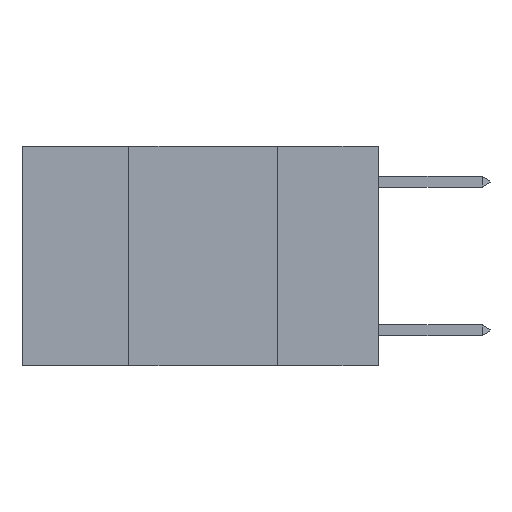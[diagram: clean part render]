
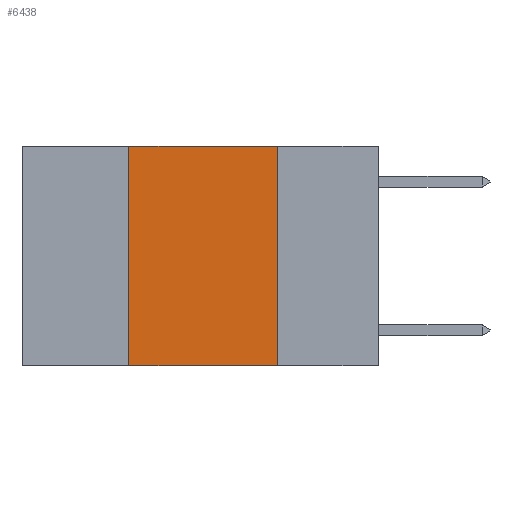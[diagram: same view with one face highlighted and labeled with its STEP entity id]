
A CAD part, left-side view. The second image highlights one B-rep face of the part: STEP entity #6438.
In plain terms, the highlighted planar face has unit normal (-1, 0, 0).
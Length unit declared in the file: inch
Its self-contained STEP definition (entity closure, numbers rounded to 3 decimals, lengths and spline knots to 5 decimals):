
#165 = CARTESIAN_POINT ( 'NONE',  ( 0., 0.17, 0. ) ) ;
#793 = CARTESIAN_POINT ( 'NONE',  ( 0., 0.42, 0. ) ) ;
#1466 = DIRECTION ( 'NONE',  ( 0., 0., 1. ) ) ;
#1659 = LINE ( 'NONE', #8970, #9519 ) ;
#2806 = AXIS2_PLACEMENT_3D ( 'NONE', #5996, #7125, #9806 ) ;
#2861 = VERTEX_POINT ( 'NONE', #793 ) ;
#3564 = EDGE_CURVE ( 'NONE', #3912, #11148, #9490, .T. ) ;
#3912 = VERTEX_POINT ( 'NONE', #8612 ) ;
#4122 = CARTESIAN_POINT ( 'NONE',  ( 0., 0.42, -0.37 ) ) ;
#4787 = EDGE_CURVE ( 'NONE', #7852, #11148, #11388, .T. ) ;
#4917 = VECTOR ( 'NONE', #8640, 39.37008 ) ;
#5020 = PLANE ( 'NONE',  #2806 ) ;
#5481 = ORIENTED_EDGE ( 'NONE', *, *, #3564, .F. ) ;
#5996 = CARTESIAN_POINT ( 'NONE',  ( 0., 0.6, 0. ) ) ;
#6123 = CARTESIAN_POINT ( 'NONE',  ( 0., 0.17, -0.37 ) ) ;
#6438 = ADVANCED_FACE ( 'NONE', ( #7923 ), #5020, .F. ) ;
#6614 = EDGE_LOOP ( 'NONE', ( #5481, #7663, #6667, #11322 ) ) ;
#6667 = ORIENTED_EDGE ( 'NONE', *, *, #10390, .F. ) ;
#7125 = DIRECTION ( 'NONE',  ( 1., 0., 0. ) ) ;
#7663 = ORIENTED_EDGE ( 'NONE', *, *, #9293, .F. ) ;
#7852 = VERTEX_POINT ( 'NONE', #4122 ) ;
#7923 = FACE_OUTER_BOUND ( 'NONE', #6614, .T. ) ;
#7930 = LINE ( 'NONE', #11636, #10115 ) ;
#8517 = DIRECTION ( 'NONE',  ( 0., 0., -1. ) ) ;
#8612 = CARTESIAN_POINT ( 'NONE',  ( 0., 0.17, 0. ) ) ;
#8640 = DIRECTION ( 'NONE',  ( 0., -1., 0. ) ) ;
#8970 = CARTESIAN_POINT ( 'NONE',  ( 0., 0.6, 0. ) ) ;
#9293 = EDGE_CURVE ( 'NONE', #2861, #3912, #1659, .T. ) ;
#9490 = LINE ( 'NONE', #165, #10377 ) ;
#9519 = VECTOR ( 'NONE', #10927, 39.37008 ) ;
#9560 = CARTESIAN_POINT ( 'NONE',  ( 0., 0.6, -0.37 ) ) ;
#9806 = DIRECTION ( 'NONE',  ( 0., 0., -1. ) ) ;
#10115 = VECTOR ( 'NONE', #1466, 39.37008 ) ;
#10377 = VECTOR ( 'NONE', #8517, 39.37008 ) ;
#10390 = EDGE_CURVE ( 'NONE', #7852, #2861, #7930, .T. ) ;
#10927 = DIRECTION ( 'NONE',  ( 0., -1., 0. ) ) ;
#11148 = VERTEX_POINT ( 'NONE', #6123 ) ;
#11322 = ORIENTED_EDGE ( 'NONE', *, *, #4787, .T. ) ;
#11388 = LINE ( 'NONE', #9560, #4917 ) ;
#11636 = CARTESIAN_POINT ( 'NONE',  ( 0., 0.42, 0. ) ) ;
